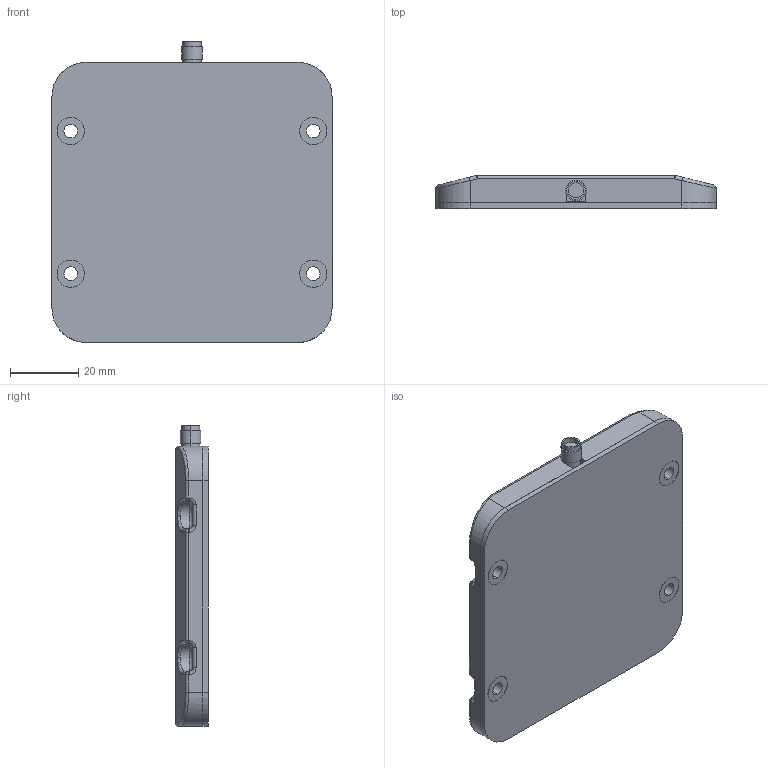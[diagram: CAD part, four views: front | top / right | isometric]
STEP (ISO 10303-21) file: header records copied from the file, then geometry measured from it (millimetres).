
FILE_DESCRIPTION (( 'STEP AP214' ), '1' );
FILE_NAME ('A1001 Nearfield Short Range UHF Antenna RevB 25-10-24.STEP', '2024-10-24T22:16:47', ( '' ), ( '' ), 'SwSTEP 2.0', 'SolidWorks 2019', '' );
FILE_SCHEMA (( 'AUTOMOTIVE_DESIGN' ));
Length unit declared in the file: millimetre
Products named in the file (5): 72556-CM ABS Backplate, A1001 26-5-19; 71462-CM Housing, A1001 3-9-20; A1001 Nearfield Short Range UHF Antenna RevB 25-10-24; 71247-CM Times-7 Label, A1001 26-5-19; 72011-CM Connector, SMA-F PCB Edge Mount 26-5-19
Assembly tree (4 placements, depth 2):
  A1001 Nearfield Short Range UHF Antenna RevB 25-10-24
    71462-CM Housing, A1001 3-9-20
    71247-CM Times-7 Label, A1001 26-5-19
    72011-CM Connector, SMA-F PCB Edge Mount 26-5-19
    72556-CM ABS Backplate, A1001 26-5-19
Bounding box: 82 x 9.6 x 88.1 mm (x, y, z)
Volume: 29083.2 mm3; surface area: 42396.8 mm2
Topology: 4 solids, 4 shells, 441 faces, 1150 edges, 732 vertices
Faces by surface type: plane 250, cylinder 115, torus 28, cone 24, bspline 12, sphere 12
Entity records: 14040 total; most frequent: CARTESIAN_POINT 3018, ORIENTED_EDGE 2292, DIRECTION 2244, EDGE_CURVE 1146, VECTOR 776, LINE 776, AXIS2_PLACEMENT_3D 734, VERTEX_POINT 732
